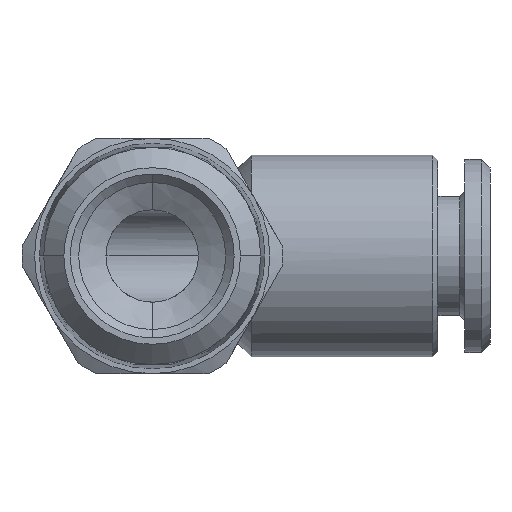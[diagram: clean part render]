
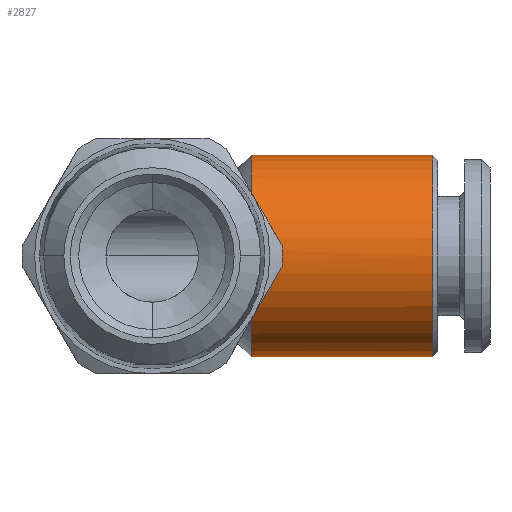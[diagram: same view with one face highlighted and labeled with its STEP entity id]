
A CAD part, front view. The second image highlights one B-rep face of the part: STEP entity #2827.
In plain terms, the highlighted cylindrical face has radius 6 mm (diameter 12 mm), a partial arc.
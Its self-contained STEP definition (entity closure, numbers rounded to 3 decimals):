
#1194 = CYLINDRICAL_SURFACE ( 'NONE', #1201, 6. ) ;
#1195 = FACE_OUTER_BOUND ( 'NONE', #2870, .T. ) ;
#1198 = DIRECTION ( 'NONE',  ( 0., 0., 1. ) ) ;
#1199 = DIRECTION ( 'NONE',  ( -1., 0., 0. ) ) ;
#1200 = CARTESIAN_POINT ( 'NONE',  ( -3.45, 0., 0. ) ) ;
#1201 = AXIS2_PLACEMENT_3D ( 'NONE', #1200, #1199, #1198 ) ;
#1678 =( BOUNDED_CURVE ( )  B_SPLINE_CURVE ( 3, ( #1686, #1685, #1684, #1683 ),
 .UNSPECIFIED., .F., .T. ) 
 B_SPLINE_CURVE_WITH_KNOTS ( ( 4, 4 ),
 ( 6.1, 6.466 ),
 .UNSPECIFIED. ) 
 CURVE ( )  GEOMETRIC_REPRESENTATION_ITEM ( )  RATIONAL_B_SPLINE_CURVE ( ( 1., 0.989, 0.989, 1. ) ) 
 REPRESENTATION_ITEM ( '' )  );
#1683 = CARTESIAN_POINT ( 'NONE',  ( 5.9, -5.9, -1.091 ) ) ;
#1684 = CARTESIAN_POINT ( 'NONE',  ( 6.034, -6.034, -0.368 ) ) ;
#1685 = CARTESIAN_POINT ( 'NONE',  ( 6.034, -6.034, 0.368 ) ) ;
#1686 = CARTESIAN_POINT ( 'NONE',  ( 5.9, -5.9, 1.091 ) ) ;
#1716 = CARTESIAN_POINT ( 'NONE',  ( 5.9, 0., -6. ) ) ;
#1727 = DIRECTION ( 'NONE',  ( -1., 0., 0. ) ) ;
#1728 = VECTOR ( 'NONE', #1727, 1000. ) ;
#1729 = CARTESIAN_POINT ( 'NONE',  ( -3.45, 0., 6. ) ) ;
#1730 = LINE ( 'NONE', #1729, #1728 ) ;
#1758 = CARTESIAN_POINT ( 'NONE',  ( 5.9, -5.9, -1.091 ) ) ;
#1900 = LINE ( 'NONE', #1934, #1933 ) ;
#1926 = CARTESIAN_POINT ( 'NONE',  ( 16.7, 0., -6. ) ) ;
#1933 = VECTOR ( 'NONE', #1957, 1000. ) ;
#1934 = CARTESIAN_POINT ( 'NONE',  ( -3.45, 0., -6. ) ) ;
#1941 = DIRECTION ( 'NONE',  ( 0., 0., 1. ) ) ;
#1942 = DIRECTION ( 'NONE',  ( -1., 0., 0. ) ) ;
#1943 = CARTESIAN_POINT ( 'NONE',  ( 5.9, 0., 0. ) ) ;
#1944 = AXIS2_PLACEMENT_3D ( 'NONE', #1943, #1942, #1941 ) ;
#1945 = CIRCLE ( 'NONE', #1944, 6. ) ;
#1957 = DIRECTION ( 'NONE',  ( -1., 0., 0. ) ) ;
#1963 = CARTESIAN_POINT ( 'NONE',  ( 5.9, 0., 6. ) ) ;
#1977 = CARTESIAN_POINT ( 'NONE',  ( 16.7, 0., 6. ) ) ;
#2540 = DIRECTION ( 'NONE',  ( 0., 0., 1. ) ) ;
#2541 = DIRECTION ( 'NONE',  ( -1., 0., 0. ) ) ;
#2542 = CARTESIAN_POINT ( 'NONE',  ( 5.9, 0., 0. ) ) ;
#2543 = AXIS2_PLACEMENT_3D ( 'NONE', #2542, #2541, #2540 ) ;
#2544 = CIRCLE ( 'NONE', #2543, 6. ) ;
#2589 = DIRECTION ( 'NONE',  ( 0., 0., 1. ) ) ;
#2590 = DIRECTION ( 'NONE',  ( -1., 0., 0. ) ) ;
#2591 = AXIS2_PLACEMENT_3D ( 'NONE', #2637, #2590, #2589 ) ;
#2592 = CIRCLE ( 'NONE', #2591, 6. ) ;
#2609 = CARTESIAN_POINT ( 'NONE',  ( 5.9, -5.9, 1.091 ) ) ;
#2637 = CARTESIAN_POINT ( 'NONE',  ( 16.7, 0., 0. ) ) ;
#2723 = ORIENTED_EDGE ( 'NONE', *, *, #3281, .T. ) ;
#2827 = ADVANCED_FACE ( 'NONE', ( #1195 ), #1194, .T. ) ;
#2868 = ORIENTED_EDGE ( 'NONE', *, *, #3220, .F. ) ;
#2870 = EDGE_LOOP ( 'NONE', ( #2868, #2723, #3269, #3270, #3258, #3253 ) ) ;
#3076 = EDGE_CURVE ( 'NONE', #3284, #3131, #1678, .T. ) ;
#3131 = VERTEX_POINT ( 'NONE', #1758 ) ;
#3138 = EDGE_CURVE ( 'NONE', #3230, #3233, #1730, .T. ) ;
#3147 = VERTEX_POINT ( 'NONE', #1716 ) ;
#3220 = EDGE_CURVE ( 'NONE', #3236, #3147, #1900, .T. ) ;
#3222 = EDGE_CURVE ( 'NONE', #3147, #3131, #1945, .T. ) ;
#3230 = VERTEX_POINT ( 'NONE', #1977 ) ;
#3233 = VERTEX_POINT ( 'NONE', #1963 ) ;
#3236 = VERTEX_POINT ( 'NONE', #1926 ) ;
#3253 = ORIENTED_EDGE ( 'NONE', *, *, #3222, .F. ) ;
#3258 = ORIENTED_EDGE ( 'NONE', *, *, #3076, .T. ) ;
#3269 = ORIENTED_EDGE ( 'NONE', *, *, #3138, .T. ) ;
#3270 = ORIENTED_EDGE ( 'NONE', *, *, #3297, .F. ) ;
#3281 = EDGE_CURVE ( 'NONE', #3236, #3230, #2592, .T. ) ;
#3284 = VERTEX_POINT ( 'NONE', #2609 ) ;
#3297 = EDGE_CURVE ( 'NONE', #3284, #3233, #2544, .T. ) ;
